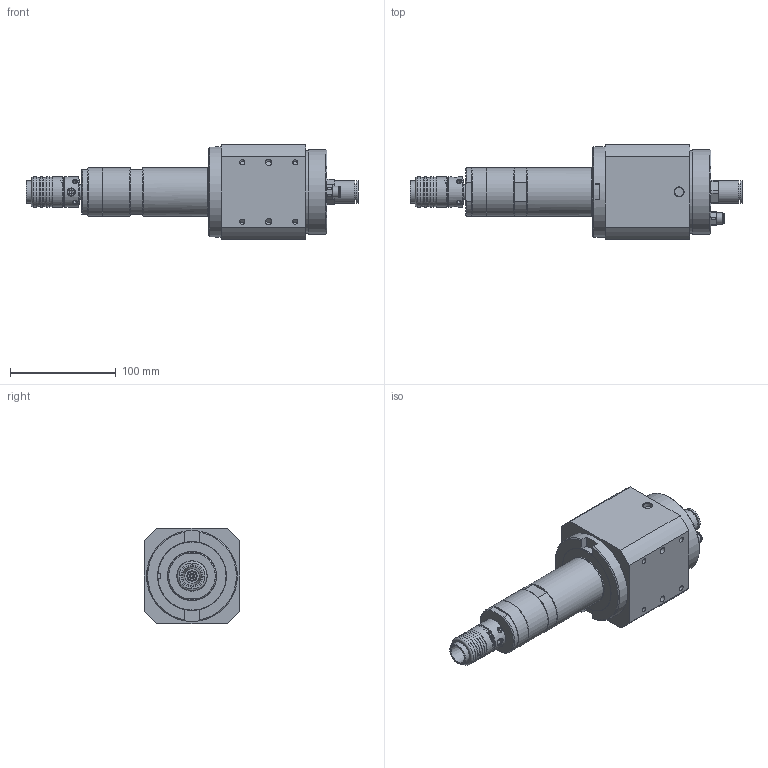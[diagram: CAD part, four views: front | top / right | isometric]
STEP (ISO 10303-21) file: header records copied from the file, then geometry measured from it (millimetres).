
FILE_DESCRIPTION(/* description */ (''),/* implementation_level */ '2;1');
FILE_NAME(/* name */ 'ESR 84-4700 AX25 WS_60051305.stp',/* time_stamp */ '2019-03-04T16:35:43+01:00',/* author */ ('ibasyouni'),/* organization */ (''),/* preprocessor_version */ 'ST-DEVELOPER v17',/* originating_system */ 'Autodesk Inventor 2018',/* authorisation */ '');
FILE_SCHEMA (('CONFIG_CONTROL_DESIGN'));
Length unit declared in the file: millimetre
Products named in the file (1): ESR 84-4700 AX25 WS_60051305
Bounding box: 314 x 90 x 90 mm (x, y, z)
Volume: 1018713.3 mm3; surface area: 95640.6 mm2
Topology: 1 solids, 17 shells, 501 faces, 1311 edges, 892 vertices
Faces by surface type: plane 197, cylinder 157, cone 105, torus 24, bspline 14, sphere 4
Full cylindrical faces by diameter (mm): 2.5 x1, 3.5 x4, 4 x1, 4.134 x4, 4.917 x4, 5 x5, 5.25 x2, 5.6 x2, 5.999 x2, 6 x3, 6.188 x1, 6.2 x1, 6.647 x4, 7.2 x1, 8 x1, 8.05 x1, 8.565 x1, 8.566 x4, 8.9 x1, 9 x1, 9.9 x1, 10.6 x1, 11 x1, 11.2 x1, 13.9 x1, 14 x5, 14.5 x1, 14.95 x1, 16 x1, 16.95 x1
Entity records: 21407 total; most frequent: CARTESIAN_POINT 8129, DIRECTION 2691, ORIENTED_EDGE 2616, EDGE_CURVE 1308, AXIS2_PLACEMENT_3D 1113, VERTEX_POINT 911, CIRCLE 625, EDGE_LOOP 607
